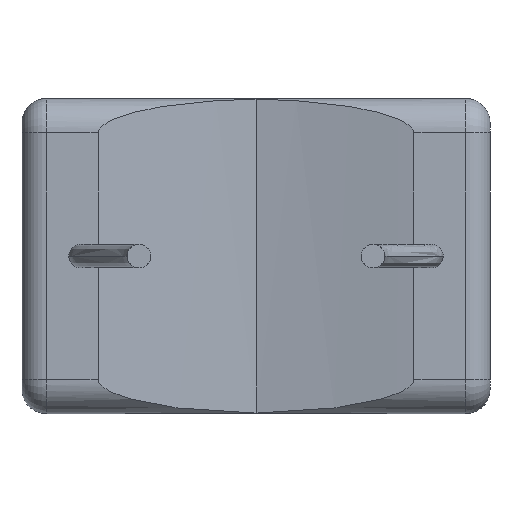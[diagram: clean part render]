
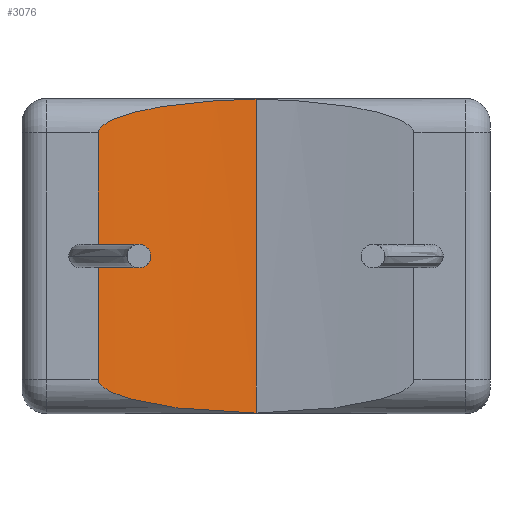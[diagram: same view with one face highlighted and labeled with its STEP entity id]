
A CAD part, front view. The second image highlights one B-rep face of the part: STEP entity #3076.
In plain terms, the highlighted free-form (B-spline) face has degree [3, 1] with [4, 2] control points.
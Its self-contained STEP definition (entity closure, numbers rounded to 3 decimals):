
#38 = CARTESIAN_POINT ( 'NONE',  ( 2.984, 0.256, 6.668 ) ) ;
#48 = CARTESIAN_POINT ( 'NONE',  ( 1.652, 0., 0.711 ) ) ;
#278 = B_SPLINE_SURFACE_WITH_KNOTS ( 'NONE', 3, 1, ( 
 ( #4346, #621 ),
 ( #3561, #4392 ),
 ( #2758, #3542 ),
 ( #1037, #2720 ) ),
 .UNSPECIFIED., .F., .F., .F.,
 ( 4, 4 ),
 ( 2, 2 ),
 ( 0., 1. ),
 ( 0., 1. ),
 .UNSPECIFIED. ) ;
#303 = VERTEX_POINT ( 'NONE', #5375 ) ;
#388 = FACE_OUTER_BOUND ( 'NONE', #1003, .T. ) ;
#403 = CARTESIAN_POINT ( 'NONE',  ( 1.841, 0.033, 6.324 ) ) ;
#422 = CARTESIAN_POINT ( 'NONE',  ( 2.256, 0.113, 6.499 ) ) ;
#460 = CARTESIAN_POINT ( 'NONE',  ( 3.578, 0.368, 0.101 ) ) ;
#473 = CARTESIAN_POINT ( 'NONE',  ( 5.08, 0.589, 0.017 ) ) ;
#548 = CARTESIAN_POINT ( 'NONE',  ( 5.08, 0.589, 0. ) ) ;
#621 = CARTESIAN_POINT ( 'NONE',  ( 5.08, 0.589, 6.874 ) ) ;
#721 = DIRECTION ( 'NONE',  ( 0., 0., 1. ) ) ;
#761 = VERTEX_POINT ( 'NONE', #884 ) ;
#764 = LINE ( 'NONE', #548, #3993 ) ;
#772 = CARTESIAN_POINT ( 'NONE',  ( 1.652, 0., 6.1 ) ) ;
#884 = CARTESIAN_POINT ( 'NONE',  ( 5.08, 0.589, 6.833 ) ) ;
#1003 = EDGE_LOOP ( 'NONE', ( #3874, #1146, #1931, #1874 ) ) ;
#1037 = CARTESIAN_POINT ( 'NONE',  ( 1.652, 0., -0.024 ) ) ;
#1146 = ORIENTED_EDGE ( 'NONE', *, *, #3712, .T. ) ;
#1241 = CARTESIAN_POINT ( 'NONE',  ( 4.325, 0.498, 6.807 ) ) ;
#1247 = CARTESIAN_POINT ( 'NONE',  ( 3.877, 0.423, 0.073 ) ) ;
#1287 = CARTESIAN_POINT ( 'NONE',  ( 4.326, 0.498, 0.043 ) ) ;
#1459 = B_SPLINE_CURVE_WITH_KNOTS ( 'NONE', 3,
 ( #2544, #4635, #3723, #5430, #1241, #2501, #3325, #38, #3754, #422, #4188, #4616, #403, #1625, #3355, #5057, #2966, #772 ),
 .UNSPECIFIED., .F., .F.,
 ( 4, 2, 2, 2, 2, 2, 2, 2, 4 ),
 ( 0., 0., 0.001, 0.002, 0.003, 0.003, 0.003, 0.004, 0.004 ),
 .UNSPECIFIED. ) ;
#1625 = CARTESIAN_POINT ( 'NONE',  ( 1.75, 0.016, 6.257 ) ) ;
#1691 = VERTEX_POINT ( 'NONE', #2429 ) ;
#1702 = CARTESIAN_POINT ( 'NONE',  ( 1.911, 0.046, 0.489 ) ) ;
#1855 = DIRECTION ( 'NONE',  ( 0., 0., 1. ) ) ;
#1860 = LINE ( 'NONE', #2365, #2852 ) ;
#1874 = ORIENTED_EDGE ( 'NONE', *, *, #2108, .F. ) ;
#1931 = ORIENTED_EDGE ( 'NONE', *, *, #5125, .T. ) ;
#1976 = B_SPLINE_CURVE_WITH_KNOTS ( 'NONE', 3,
 ( #5079, #48, #2567, #3796, #5035, #4666, #1702, #4645, #2117, #2553, #2970, #460, #1247, #1287, #4231, #2143, #2995, #473 ),
 .UNSPECIFIED., .F., .F.,
 ( 4, 2, 2, 2, 2, 2, 2, 2, 4 ),
 ( 0., 0., 0., 0., 0.001, 0.002, 0.003, 0.003, 0.004 ),
 .UNSPECIFIED. ) ;
#2108 = EDGE_CURVE ( 'NONE', #4545, #1691, #1860, .T. ) ;
#2117 = CARTESIAN_POINT ( 'NONE',  ( 2.261, 0.114, 0.349 ) ) ;
#2143 = CARTESIAN_POINT ( 'NONE',  ( 4.777, 0.564, 0.023 ) ) ;
#2365 = CARTESIAN_POINT ( 'NONE',  ( 1.652, 0., 0. ) ) ;
#2429 = CARTESIAN_POINT ( 'NONE',  ( 1.652, 0., 6.1 ) ) ;
#2501 = CARTESIAN_POINT ( 'NONE',  ( 3.876, 0.423, 6.777 ) ) ;
#2544 = CARTESIAN_POINT ( 'NONE',  ( 5.08, 0.589, 6.833 ) ) ;
#2553 = CARTESIAN_POINT ( 'NONE',  ( 2.694, 0.199, 0.232 ) ) ;
#2567 = CARTESIAN_POINT ( 'NONE',  ( 1.673, 0.003, 0.675 ) ) ;
#2591 = CARTESIAN_POINT ( 'NONE',  ( 1.652, 0., 0.75 ) ) ;
#2720 = CARTESIAN_POINT ( 'NONE',  ( 1.652, 0., 6.874 ) ) ;
#2758 = CARTESIAN_POINT ( 'NONE',  ( 2.012, 0.053, -0.024 ) ) ;
#2852 = VECTOR ( 'NONE', #721, 1000. ) ;
#2949 = EDGE_CURVE ( 'NONE', #4545, #303, #1976, .T. ) ;
#2966 = CARTESIAN_POINT ( 'NONE',  ( 1.652, 0., 6.139 ) ) ;
#2970 = CARTESIAN_POINT ( 'NONE',  ( 2.987, 0.256, 0.181 ) ) ;
#2995 = CARTESIAN_POINT ( 'NONE',  ( 4.927, 0.585, 0.018 ) ) ;
#3076 = ADVANCED_FACE ( 'NONE', ( #388 ), #278, .F. ) ;
#3325 = CARTESIAN_POINT ( 'NONE',  ( 3.577, 0.368, 6.749 ) ) ;
#3355 = CARTESIAN_POINT ( 'NONE',  ( 1.721, 0.011, 6.232 ) ) ;
#3542 = CARTESIAN_POINT ( 'NONE',  ( 2.012, 0.053, 6.874 ) ) ;
#3561 = CARTESIAN_POINT ( 'NONE',  ( 4.43, 0.57, -0.024 ) ) ;
#3712 = EDGE_CURVE ( 'NONE', #303, #761, #764, .T. ) ;
#3723 = CARTESIAN_POINT ( 'NONE',  ( 4.776, 0.564, 6.827 ) ) ;
#3754 = CARTESIAN_POINT ( 'NONE',  ( 2.689, 0.198, 6.617 ) ) ;
#3796 = CARTESIAN_POINT ( 'NONE',  ( 1.723, 0.011, 0.616 ) ) ;
#3874 = ORIENTED_EDGE ( 'NONE', *, *, #2949, .T. ) ;
#3993 = VECTOR ( 'NONE', #1855, 1000. ) ;
#4188 = CARTESIAN_POINT ( 'NONE',  ( 2.112, 0.085, 6.453 ) ) ;
#4231 = CARTESIAN_POINT ( 'NONE',  ( 4.476, 0.522, 0.035 ) ) ;
#4346 = CARTESIAN_POINT ( 'NONE',  ( 5.08, 0.589, -0.024 ) ) ;
#4392 = CARTESIAN_POINT ( 'NONE',  ( 4.43, 0.57, 6.874 ) ) ;
#4545 = VERTEX_POINT ( 'NONE', #2591 ) ;
#4616 = CARTESIAN_POINT ( 'NONE',  ( 1.908, 0.046, 6.36 ) ) ;
#4635 = CARTESIAN_POINT ( 'NONE',  ( 4.927, 0.585, 6.832 ) ) ;
#4645 = CARTESIAN_POINT ( 'NONE',  ( 2.116, 0.086, 0.395 ) ) ;
#4666 = CARTESIAN_POINT ( 'NONE',  ( 1.844, 0.034, 0.523 ) ) ;
#5035 = CARTESIAN_POINT ( 'NONE',  ( 1.752, 0.017, 0.591 ) ) ;
#5057 = CARTESIAN_POINT ( 'NONE',  ( 1.673, 0.003, 6.174 ) ) ;
#5079 = CARTESIAN_POINT ( 'NONE',  ( 1.652, 0., 0.75 ) ) ;
#5125 = EDGE_CURVE ( 'NONE', #761, #1691, #1459, .T. ) ;
#5375 = CARTESIAN_POINT ( 'NONE',  ( 5.08, 0.589, 0.017 ) ) ;
#5430 = CARTESIAN_POINT ( 'NONE',  ( 4.475, 0.522, 6.815 ) ) ;
